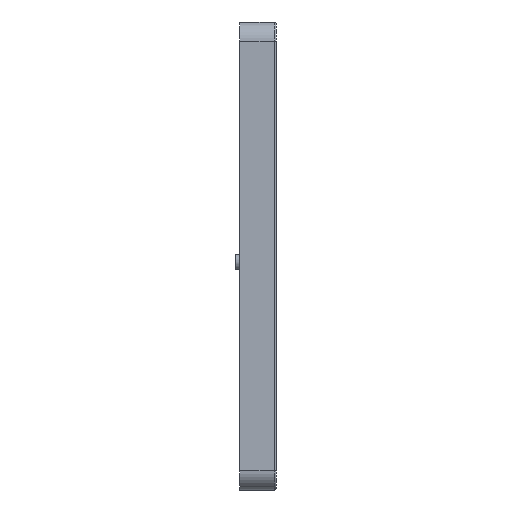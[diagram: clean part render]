
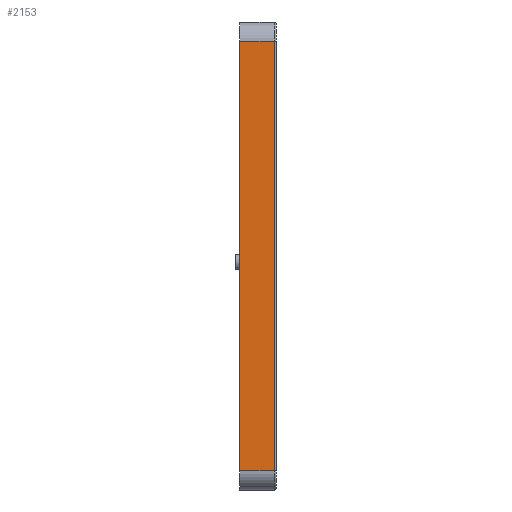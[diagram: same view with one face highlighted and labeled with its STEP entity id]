
A CAD part, left-side view. The second image highlights one B-rep face of the part: STEP entity #2153.
In plain terms, the highlighted planar face has unit normal (-1, 0, 0).
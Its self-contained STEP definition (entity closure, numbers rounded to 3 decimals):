
#168 = CARTESIAN_POINT ( 'NONE',  ( -145., 9.5, -56. ) ) ;
#196 = CARTESIAN_POINT ( 'NONE',  ( -145., 9.5, -56. ) ) ;
#515 = VERTEX_POINT ( 'NONE', #196 ) ;
#654 = LINE ( 'NONE', #168, #1164 ) ;
#811 = VECTOR ( 'NONE', #1172, 1000. ) ;
#855 = CARTESIAN_POINT ( 'NONE',  ( -145., 1.5, -56. ) ) ;
#934 = LINE ( 'NONE', #855, #1918 ) ;
#1164 = VECTOR ( 'NONE', #1485, 1000. ) ;
#1172 = DIRECTION ( 'NONE',  ( 0., 0., 1. ) ) ;
#1193 = VERTEX_POINT ( 'NONE', #2790 ) ;
#1280 = CARTESIAN_POINT ( 'NONE',  ( -145., 9.5, 56. ) ) ;
#1308 = EDGE_LOOP ( 'NONE', ( #3089, #2182, #1757, #1703 ) ) ;
#1341 = FACE_OUTER_BOUND ( 'NONE', #1308, .T. ) ;
#1442 = VERTEX_POINT ( 'NONE', #4714 ) ;
#1485 = DIRECTION ( 'NONE',  ( 0., 0., 1. ) ) ;
#1703 = ORIENTED_EDGE ( 'NONE', *, *, #4225, .F. ) ;
#1757 = ORIENTED_EDGE ( 'NONE', *, *, #5063, .F. ) ;
#1791 = PLANE ( 'NONE',  #2421 ) ;
#1918 = VECTOR ( 'NONE', #2567, 1000. ) ;
#2153 = ADVANCED_FACE ( 'NONE', ( #1341 ), #1791, .F. ) ;
#2161 = CARTESIAN_POINT ( 'NONE',  ( -145., 1.5, -56. ) ) ;
#2167 = EDGE_CURVE ( 'NONE', #515, #1442, #934, .T. ) ;
#2168 = VECTOR ( 'NONE', #3700, 1000. ) ;
#2182 = ORIENTED_EDGE ( 'NONE', *, *, #3966, .T. ) ;
#2421 = AXIS2_PLACEMENT_3D ( 'NONE', #2161, #2961, #4594 ) ;
#2567 = DIRECTION ( 'NONE',  ( 0., -1., 0. ) ) ;
#2790 = CARTESIAN_POINT ( 'NONE',  ( -145., 0.5, 56. ) ) ;
#2961 = DIRECTION ( 'NONE',  ( 1., 0., 0. ) ) ;
#3089 = ORIENTED_EDGE ( 'NONE', *, *, #2167, .T. ) ;
#3629 = LINE ( 'NONE', #4427, #811 ) ;
#3700 = DIRECTION ( 'NONE',  ( 0., -1., 0. ) ) ;
#3730 = LINE ( 'NONE', #4018, #2168 ) ;
#3966 = EDGE_CURVE ( 'NONE', #1442, #1193, #3629, .T. ) ;
#4018 = CARTESIAN_POINT ( 'NONE',  ( -145., 1.5, 56. ) ) ;
#4225 = EDGE_CURVE ( 'NONE', #515, #4621, #654, .T. ) ;
#4427 = CARTESIAN_POINT ( 'NONE',  ( -145., 0.5, 56. ) ) ;
#4594 = DIRECTION ( 'NONE',  ( 0., 0., -1. ) ) ;
#4621 = VERTEX_POINT ( 'NONE', #1280 ) ;
#4714 = CARTESIAN_POINT ( 'NONE',  ( -145., 0.5, -56. ) ) ;
#5063 = EDGE_CURVE ( 'NONE', #4621, #1193, #3730, .T. ) ;
